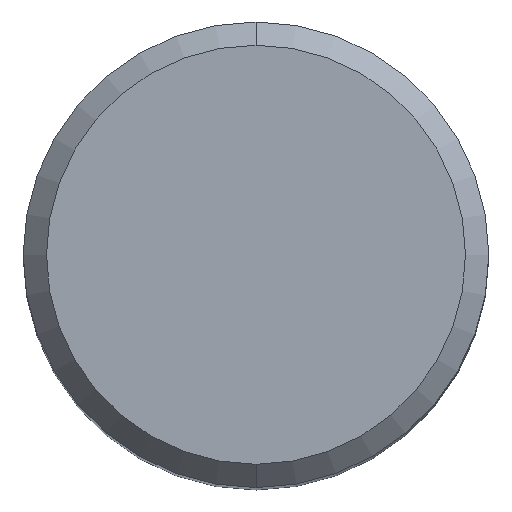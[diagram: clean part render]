
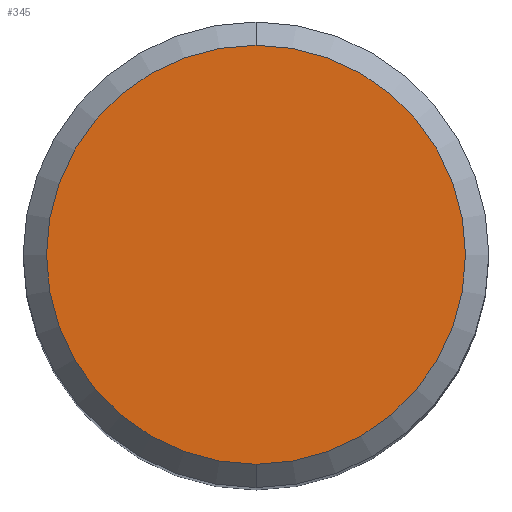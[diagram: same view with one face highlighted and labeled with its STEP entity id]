
A CAD part, top view. The second image highlights one B-rep face of the part: STEP entity #345.
In plain terms, the highlighted planar face has unit normal (0, 0, 1).
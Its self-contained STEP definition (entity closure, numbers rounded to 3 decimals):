
#295=EDGE_CURVE('',#367,#325,#617,.T.);
#311=EDGE_CURVE('',#325,#367,#635,.T.);
#325=VERTEX_POINT('',#650);
#345=ADVANCED_FACE('',(#672),#673,.T.);
#367=VERTEX_POINT('',#698);
#617=CIRCLE('',#1083,7.2);
#635=CIRCLE('',#1117,7.2);
#650=CARTESIAN_POINT('',(0.0,7.2,0.0));
#672=FACE_OUTER_BOUND('',#1217,.T.);
#673=PLANE('',#1218);
#698=CARTESIAN_POINT('',(0.,-7.2,0.0));
#1083=AXIS2_PLACEMENT_3D('',#1675,#1676,#1677);
#1117=AXIS2_PLACEMENT_3D('',#1708,#1709,#1710);
#1217=EDGE_LOOP('',(#1739,#1740));
#1218=AXIS2_PLACEMENT_3D('',#1741,#1742,#1743);
#1675=CARTESIAN_POINT('',(0.0,0.0,0.0));
#1676=DIRECTION('',(0.0,0.0,-1.0));
#1677=DIRECTION('',(0.0,1.0,0.0));
#1708=CARTESIAN_POINT('',(0.0,0.0,0.0));
#1709=DIRECTION('',(0.0,0.0,-1.0));
#1710=DIRECTION('',(0.0,1.0,0.0));
#1739=ORIENTED_EDGE('',*,*,#311,.F.);
#1740=ORIENTED_EDGE('',*,*,#295,.F.);
#1741=CARTESIAN_POINT('',(0.0,3.6,0.0));
#1742=DIRECTION('',(-0.0,0.0,1.0));
#1743=DIRECTION('',(0.0,-1.0,0.0));
